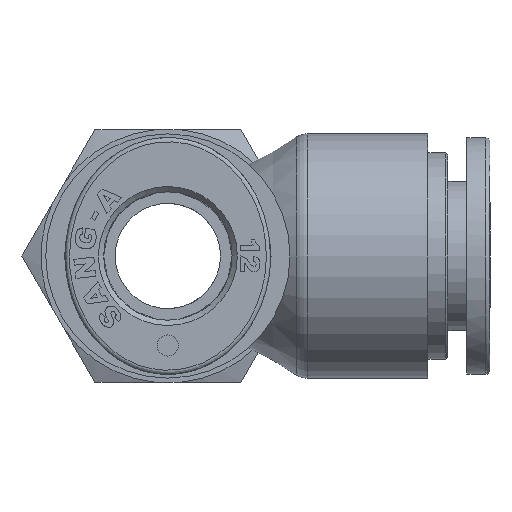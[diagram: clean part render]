
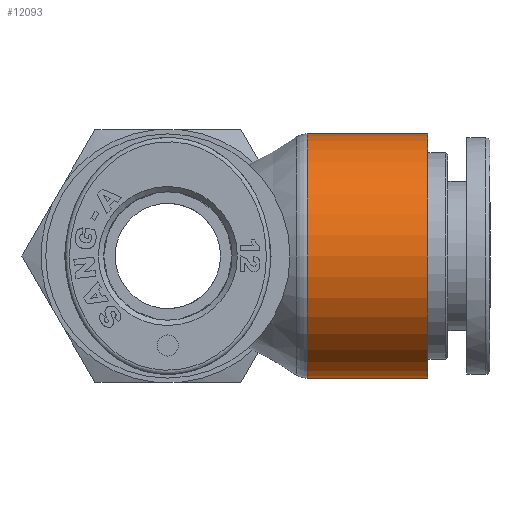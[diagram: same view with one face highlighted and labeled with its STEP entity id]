
A CAD part, left-side view. The second image highlights one B-rep face of the part: STEP entity #12093.
In plain terms, the highlighted cylindrical face has radius 11.6 mm (diameter 23.2 mm), a full revolution.
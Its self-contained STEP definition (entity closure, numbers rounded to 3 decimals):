
#12062=CARTESIAN_POINT('',(11.6,-13.23,0.));
#12063=VERTEX_POINT('',#12062);
#12064=CARTESIAN_POINT('',(0.,-13.23,0.0));
#12065=DIRECTION('',(0.0,1.0,0.0));
#12066=DIRECTION('',(-1.0,0.0,0.0));
#12067=AXIS2_PLACEMENT_3D('',#12064,#12065,#12066);
#12068=CIRCLE('',#12067,11.6);
#12069=EDGE_CURVE('',#12063,#12063,#12068,.T.);
#12074=CARTESIAN_POINT('',(0.,-18.7,0.0));
#12075=DIRECTION('',(0.,-1.0,0.0));
#12076=DIRECTION('',(1.0,0.0,0.0));
#12077=AXIS2_PLACEMENT_3D('',#12074,#12075,#12076);
#12078=CYLINDRICAL_SURFACE('',#12077,11.6);
#12079=CARTESIAN_POINT('',(11.6,-24.7,0.0));
#12080=VERTEX_POINT('',#12079);
#12081=CARTESIAN_POINT('',(0.,-24.7,0.0));
#12082=DIRECTION('',(0.0,-1.0,0.0));
#12083=DIRECTION('',(1.0,0.0,0.0));
#12084=AXIS2_PLACEMENT_3D('',#12081,#12082,#12083);
#12085=CIRCLE('',#12084,11.6);
#12086=EDGE_CURVE('',#12080,#12080,#12085,.T.);
#12087=ORIENTED_EDGE('',*,*,#12086,.F.);
#12088=EDGE_LOOP('',(#12087));
#12089=FACE_OUTER_BOUND('',#12088,.T.);
#12090=ORIENTED_EDGE('',*,*,#12069,.F.);
#12091=EDGE_LOOP('',(#12090));
#12092=FACE_BOUND('',#12091,.T.);
#12093=ADVANCED_FACE('',(#12089,#12092),#12078,.T.);
